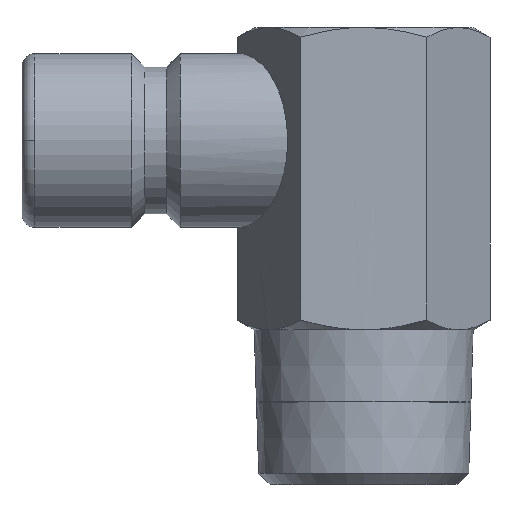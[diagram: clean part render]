
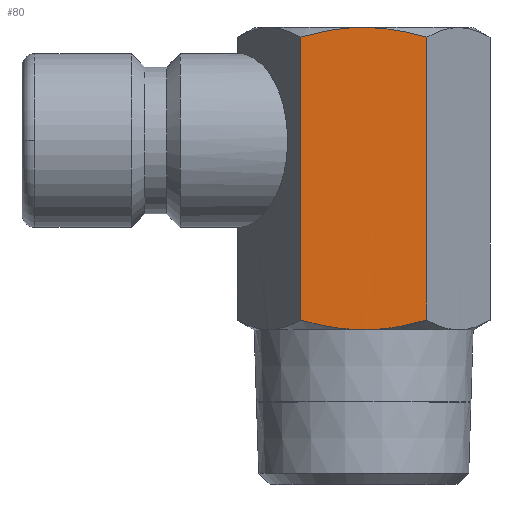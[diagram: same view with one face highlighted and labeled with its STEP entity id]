
A CAD part, top view. The second image highlights one B-rep face of the part: STEP entity #80.
In plain terms, the highlighted planar face has unit normal (0, 0, 1).
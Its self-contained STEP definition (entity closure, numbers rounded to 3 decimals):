
#80=ADVANCED_FACE('',(#204),#205,.T.);
#204=FACE_OUTER_BOUND('',#371,.T.);
#205=PLANE('',#372);
#371=EDGE_LOOP('',(#544,#545,#546,#547,#548,#549,#550));
#372=AXIS2_PLACEMENT_3D('',#551,#552,#553);
#544=ORIENTED_EDGE('',*,*,#984,.F.);
#545=ORIENTED_EDGE('',*,*,#985,.F.);
#546=ORIENTED_EDGE('',*,*,#986,.T.);
#547=ORIENTED_EDGE('',*,*,#987,.F.);
#548=ORIENTED_EDGE('',*,*,#988,.F.);
#549=ORIENTED_EDGE('',*,*,#989,.F.);
#550=ORIENTED_EDGE('',*,*,#990,.F.);
#551=CARTESIAN_POINT('',(0.,11.0,8.5));
#552=DIRECTION('',(0.,0.0,1.0));
#553=DIRECTION('',(1.0,0.0,0.));
#984=EDGE_CURVE('',#1166,#1167,#1168,.T.);
#985=EDGE_CURVE('',#1169,#1166,#1170,.T.);
#986=EDGE_CURVE('',#1169,#1171,#1172,.T.);
#987=EDGE_CURVE('',#1173,#1171,#1174,.T.);
#988=EDGE_CURVE('',#1175,#1173,#1176,.T.);
#989=EDGE_CURVE('',#1177,#1175,#1178,.T.);
#990=EDGE_CURVE('',#1167,#1177,#1179,.T.);
#1166=VERTEX_POINT('',#1454);
#1167=VERTEX_POINT('',#1455);
#1168=CIRCLE('',#1456,8.506);
#1169=VERTEX_POINT('',#1457);
#1170=(B_SPLINE_CURVE(2,(#1459,#1460,#1461,#1462,#1463),.UNSPECIFIED.,.F.,.F.)B_SPLINE_CURVE_WITH_KNOTS((3,2,3),(0.0,4.984,9.968),.UNSPECIFIED.)RATIONAL_B_SPLINE_CURVE((1.0,1.038,1.0,1.038,1.0))BOUNDED_CURVE()REPRESENTATION_ITEM('')GEOMETRIC_REPRESENTATION_ITEM()CURVE());
#1171=VERTEX_POINT('',#1470);
#1172=LINE('',#1471,#1472);
#1173=VERTEX_POINT('',#1473);
#1174=(B_SPLINE_CURVE(2,(#1475,#1476,#1477,#1478,#1479),.UNSPECIFIED.,.F.,.F.)B_SPLINE_CURVE_WITH_KNOTS((3,2,3),(0.0,4.984,9.968),.UNSPECIFIED.)RATIONAL_B_SPLINE_CURVE((1.0,1.038,1.0,1.038,1.0))BOUNDED_CURVE()REPRESENTATION_ITEM('')GEOMETRIC_REPRESENTATION_ITEM()CURVE());
#1175=VERTEX_POINT('',#1486);
#1176=(B_SPLINE_CURVE(2,(#1488,#1489,#1490,#1491,#1492),.UNSPECIFIED.,.F.,.F.)B_SPLINE_CURVE_WITH_KNOTS((3,2,3),(0.0,4.984,9.968),.UNSPECIFIED.)RATIONAL_B_SPLINE_CURVE((1.0,1.038,1.0,1.038,1.0))BOUNDED_CURVE()REPRESENTATION_ITEM('')GEOMETRIC_REPRESENTATION_ITEM()CURVE());
#1177=VERTEX_POINT('',#1499);
#1178=LINE('',#1500,#1501);
#1179=(B_SPLINE_CURVE(2,(#1503,#1504,#1505,#1506,#1507),.UNSPECIFIED.,.F.,.F.)B_SPLINE_CURVE_WITH_KNOTS((3,2,3),(0.0,4.984,9.968),.UNSPECIFIED.)RATIONAL_B_SPLINE_CURVE((1.0,1.038,1.0,1.038,1.0))BOUNDED_CURVE()REPRESENTATION_ITEM('')GEOMETRIC_REPRESENTATION_ITEM()CURVE());
#1454=CARTESIAN_POINT('',(0.319,12.007,8.5));
#1455=CARTESIAN_POINT('',(-0.319,12.007,8.5));
#1456=AXIS2_PLACEMENT_3D('',#2038,#2039,#2040);
#1457=CARTESIAN_POINT('',(4.907,12.759,8.5));
#1459=CARTESIAN_POINT('',(4.913,12.761,8.5));
#1460=CARTESIAN_POINT('',(2.28,12.0,8.5));
#1461=CARTESIAN_POINT('',(0.,12.0,8.5));
#1462=CARTESIAN_POINT('',(-2.28,12.0,8.5));
#1463=CARTESIAN_POINT('',(-4.913,12.761,8.5));
#1470=CARTESIAN_POINT('',(4.907,34.741,8.5));
#1471=CARTESIAN_POINT('',(4.907,11.0,8.5));
#1472=VECTOR('',#2041,1.0);
#1473=CARTESIAN_POINT('',(0.,35.5,8.5));
#1475=CARTESIAN_POINT('',(-4.913,34.739,8.5));
#1476=CARTESIAN_POINT('',(-2.28,35.5,8.5));
#1477=CARTESIAN_POINT('',(0.,35.5,8.5));
#1478=CARTESIAN_POINT('',(2.28,35.5,8.5));
#1479=CARTESIAN_POINT('',(4.913,34.739,8.5));
#1486=CARTESIAN_POINT('',(-4.907,34.741,8.5));
#1488=CARTESIAN_POINT('',(-4.913,34.739,8.5));
#1489=CARTESIAN_POINT('',(-2.28,35.5,8.5));
#1490=CARTESIAN_POINT('',(0.,35.5,8.5));
#1491=CARTESIAN_POINT('',(2.28,35.5,8.5));
#1492=CARTESIAN_POINT('',(4.913,34.739,8.5));
#1499=CARTESIAN_POINT('',(-4.907,12.759,8.5));
#1500=CARTESIAN_POINT('',(-4.907,11.0,8.5));
#1501=VECTOR('',#2042,1.0);
#1503=CARTESIAN_POINT('',(4.913,12.761,8.5));
#1504=CARTESIAN_POINT('',(2.28,12.0,8.5));
#1505=CARTESIAN_POINT('',(0.,12.0,8.5));
#1506=CARTESIAN_POINT('',(-2.28,12.0,8.5));
#1507=CARTESIAN_POINT('',(-4.913,12.761,8.5));
#2038=CARTESIAN_POINT('',(0.,12.01,0.0));
#2039=DIRECTION('',(0.,-1.0,0.0));
#2040=DIRECTION('',(1.0,0.,0.0));
#2041=DIRECTION('',(0.0,1.0,0.0));
#2042=DIRECTION('',(0.0,1.0,0.0));
